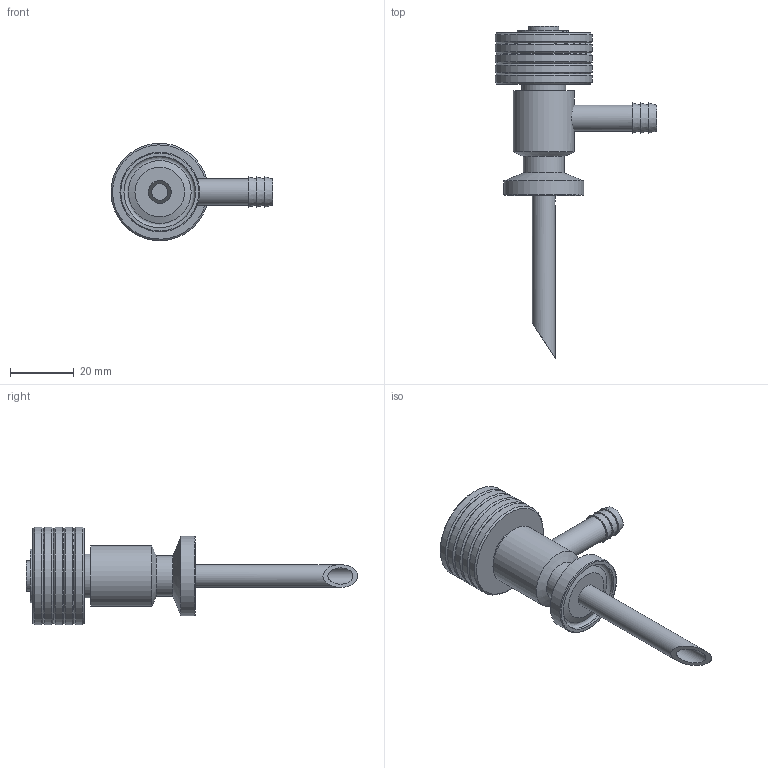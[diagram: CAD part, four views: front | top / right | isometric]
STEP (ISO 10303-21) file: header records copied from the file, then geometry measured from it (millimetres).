
FILE_DESCRIPTION((''),'2;1');
FILE_NAME('OFSV90F - 2 EXT - DN.stp','2013-11-25T16:01:55',('Administrator'),(''),'Autodesk Inventor 2010','Autodesk Inventor 2010','');
FILE_SCHEMA(('AUTOMOTIVE_DESIGN { 1 0 10303 214 1 1 1 1 }'));
Length unit declared in the file: inch
Products named in the file (1): OFSV90F - 2 EXT - DN_Shrinkwrap_1
Bounding box: 50.63 x 103.76 x 30.47 mm (x, y, z)
Surface area: 10049.7 mm2 (no closed solid volume)
Topology: 0 solids, 11 shells, 67 faces, 154 edges, 102 vertices
Faces by surface type: cylinder 28, plane 21, cone 16, torus 1, bspline 1
Full cylindrical faces by diameter (mm): 1.524 x1, 4.699 x1, 5.08 x1, 7.112 x1, 7.696 x1, 7.874 x1, 8.128 x1, 9.017 x1, 9.398 x1, 9.906 x1, 12.7 x1, 13.716 x1, 19.05 x1, 22.352 x1, 24.892 x1, 30.48 x5
Entity records: 2013 total; most frequent: CARTESIAN_POINT 490, DIRECTION 318, ORIENTED_EDGE 180, AXIS2_PLACEMENT_3D 144, EDGE_LOOP 120, EDGE_CURVE 113, VERTEX_POINT 99, CIRCLE 75
